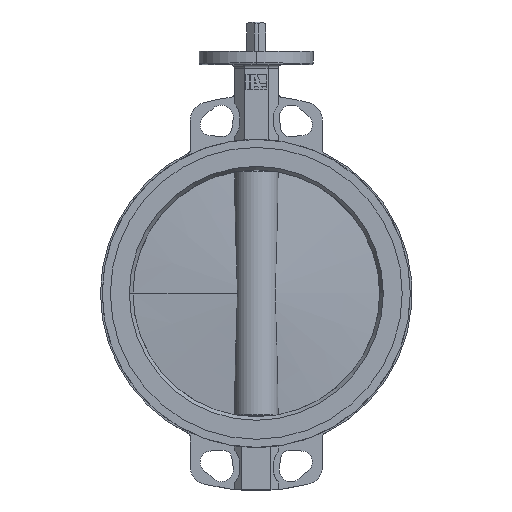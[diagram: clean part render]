
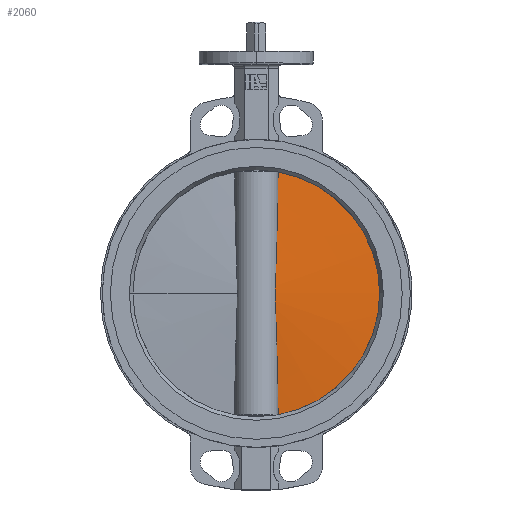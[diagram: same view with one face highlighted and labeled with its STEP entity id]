
A CAD part, top view. The second image highlights one B-rep face of the part: STEP entity #2060.
In plain terms, the highlighted conical face has half-angle 85.605 degrees and reference radius 13011.7 mm.
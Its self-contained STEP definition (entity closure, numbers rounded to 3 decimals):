
#134 = FACE_OUTER_BOUND ( 'NONE', #6750, .T. ) ;
#142 = CONICAL_SURFACE ( 'NONE', #2999, 13011.747, 1.494 ) ;
#496 = CIRCLE ( 'NONE', #2159, 168.249 ) ;
#1074 = CARTESIAN_POINT ( 'NONE',  ( 4.069, 0., -168.249 ) ) ;
#1308 = CARTESIAN_POINT ( 'NONE',  ( 4.069, -165.602, -29.723 ) ) ;
#1316 = CARTESIAN_POINT ( 'NONE',  ( 5.115, -151.806, -29.58 ) ) ;
#1317 = CARTESIAN_POINT ( 'NONE',  ( 4.069, 0., 0. ) ) ;
#1318 = DIRECTION ( 'NONE',  ( 1., 0., 0. ) ) ;
#1319 = DIRECTION ( 'NONE',  ( 0., 0., -1. ) ) ;
#1320 = CARTESIAN_POINT ( 'NONE',  ( 6.158, -138.01, -29.381 ) ) ;
#1321 = CARTESIAN_POINT ( 'NONE',  ( 8.231, -110.419, -28.868 ) ) ;
#1322 = CARTESIAN_POINT ( 'NONE',  ( 9.263, -96.625, -28.555 ) ) ;
#1323 = CARTESIAN_POINT ( 'NONE',  ( 10.782, -75.934, -28.001 ) ) ;
#1324 = CARTESIAN_POINT ( 'NONE',  ( 11.284, -69.037, -27.802 ) ) ;
#1325 = CARTESIAN_POINT ( 'NONE',  ( 12.266, -55.242, -27.383 ) ) ;
#1326 = CARTESIAN_POINT ( 'NONE',  ( 12.747, -48.344, -27.162 ) ) ;
#1327 = CARTESIAN_POINT ( 'NONE',  ( 13.428, -37.995, -26.828 ) ) ;
#1328 = CARTESIAN_POINT ( 'NONE',  ( 13.648, -34.545, -26.717 ) ) ;
#1329 = CARTESIAN_POINT ( 'NONE',  ( 14.062, -27.642, -26.501 ) ) ;
#1330 = CARTESIAN_POINT ( 'NONE',  ( 14.256, -24.19, -26.397 ) ) ;
#1331 = CARTESIAN_POINT ( 'NONE',  ( 14.596, -17.281, -26.211 ) ) ;
#1332 = CARTESIAN_POINT ( 'NONE',  ( 14.741, -13.825, -26.129 ) ) ;
#1333 = CARTESIAN_POINT ( 'NONE',  ( 14.946, -6.912, -26.012 ) ) ;
#1334 = CARTESIAN_POINT ( 'NONE',  ( 15.003, -3.456, -25.979 ) ) ;
#1335 = CARTESIAN_POINT ( 'NONE',  ( 15.003, 3.458, -25.979 ) ) ;
#1336 = CARTESIAN_POINT ( 'NONE',  ( 14.946, 6.914, -26.012 ) ) ;
#1337 = CARTESIAN_POINT ( 'NONE',  ( 14.741, 13.828, -26.129 ) ) ;
#1338 = CARTESIAN_POINT ( 'NONE',  ( 14.596, 17.286, -26.211 ) ) ;
#1339 = CARTESIAN_POINT ( 'NONE',  ( 14.256, 24.194, -26.397 ) ) ;
#1340 = CARTESIAN_POINT ( 'NONE',  ( 14.061, 27.646, -26.502 ) ) ;
#1341 = CARTESIAN_POINT ( 'NONE',  ( 13.648, 34.548, -26.717 ) ) ;
#1342 = CARTESIAN_POINT ( 'NONE',  ( 13.428, 37.999, -26.828 ) ) ;
#1343 = CARTESIAN_POINT ( 'NONE',  ( 12.747, 48.348, -27.162 ) ) ;
#1344 = CARTESIAN_POINT ( 'NONE',  ( 12.265, 55.245, -27.383 ) ) ;
#1345 = CARTESIAN_POINT ( 'NONE',  ( 11.283, 69.04, -27.802 ) ) ;
#1346 = CARTESIAN_POINT ( 'NONE',  ( 10.782, 75.937, -28.001 ) ) ;
#1347 = CARTESIAN_POINT ( 'NONE',  ( 9.263, 96.627, -28.555 ) ) ;
#1348 = CARTESIAN_POINT ( 'NONE',  ( 8.231, 110.421, -28.868 ) ) ;
#1349 = CARTESIAN_POINT ( 'NONE',  ( 6.158, 138.01, -29.381 ) ) ;
#1350 = CARTESIAN_POINT ( 'NONE',  ( 5.115, 151.806, -29.58 ) ) ;
#1351 = CARTESIAN_POINT ( 'NONE',  ( 4.069, 165.602, -29.723 ) ) ;
#1473 = CARTESIAN_POINT ( 'NONE',  ( 4.069, 165.602, -29.723 ) ) ;
#1479 = CARTESIAN_POINT ( 'NONE',  ( 4.069, -165.602, -29.723 ) ) ;
#1748 = DIRECTION ( 'NONE',  ( 0., 0., 1. ) ) ;
#1750 = CARTESIAN_POINT ( 'NONE',  ( -983., 0., 0. ) ) ;
#1751 = DIRECTION ( 'NONE',  ( -1., 0., 0. ) ) ;
#2060 = ADVANCED_FACE ( 'NONE', ( #134 ), #142, .T. ) ;
#2146 = B_SPLINE_CURVE_WITH_KNOTS ( 'NONE', 3,
 ( #1308, #1316, #1320, #1321, #1322, #1323, #1324, #1325, #1326, #1327, #1328, #1329, #1330, #1331, #1332, #1333, #1334, #1335, #1336, #1337, #1338, #1339, #1340, #1341, #1342, #1343, #1344, #1345, #1346, #1347, #1348, #1349, #1350, #1351 ),
 .UNSPECIFIED., .F., .F.,
 ( 4, 2, 2, 2, 2, 2, 2, 2, 2, 2, 2, 2, 2, 2, 2, 2, 4 ),
 ( -0.149, -0.108, -0.066, -0.046, -0.025, -0.014, -0.004, 0.006, 0.017, 0.027, 0.037, 0.048, 0.058, 0.079, 0.1, 0.141, 0.183 ),
 .UNSPECIFIED. ) ;
#2159 = AXIS2_PLACEMENT_3D ( 'NONE', #1317, #1318, #1319 ) ;
#2205 = AXIS2_PLACEMENT_3D ( 'NONE', #6374, #6375, #6376 ) ;
#2999 = AXIS2_PLACEMENT_3D ( 'NONE', #1750, #1751, #1748 ) ;
#3741 = VERTEX_POINT ( 'NONE', #1074 ) ;
#4392 = ORIENTED_EDGE ( 'NONE', *, *, #5004, .T. ) ;
#4393 = ORIENTED_EDGE ( 'NONE', *, *, #5677, .T. ) ;
#4394 = ORIENTED_EDGE ( 'NONE', *, *, #5005, .F. ) ;
#4613 = CIRCLE ( 'NONE', #2205, 168.249 ) ;
#5004 = EDGE_CURVE ( 'NONE', #3741, #5402, #496, .T. ) ;
#5005 = EDGE_CURVE ( 'NONE', #5377, #5402, #2146, .T. ) ;
#5377 = VERTEX_POINT ( 'NONE', #1479 ) ;
#5402 = VERTEX_POINT ( 'NONE', #1473 ) ;
#5677 = EDGE_CURVE ( 'NONE', #5377, #3741, #4613, .T. ) ;
#6374 = CARTESIAN_POINT ( 'NONE',  ( 4.069, 0., 0. ) ) ;
#6375 = DIRECTION ( 'NONE',  ( 1., 0., 0. ) ) ;
#6376 = DIRECTION ( 'NONE',  ( 0., 0., -1. ) ) ;
#6750 = EDGE_LOOP ( 'NONE', ( #4394, #4393, #4392 ) ) ;
